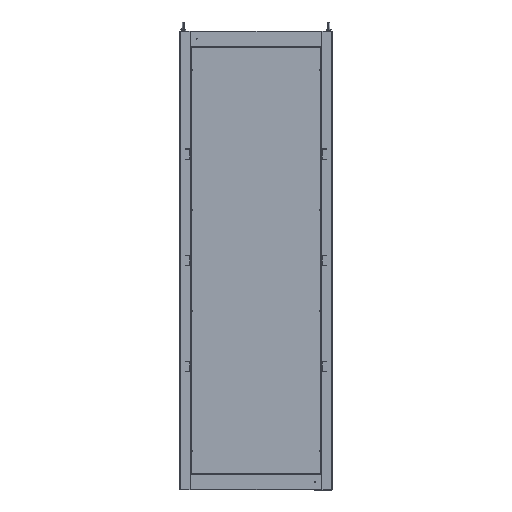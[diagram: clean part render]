
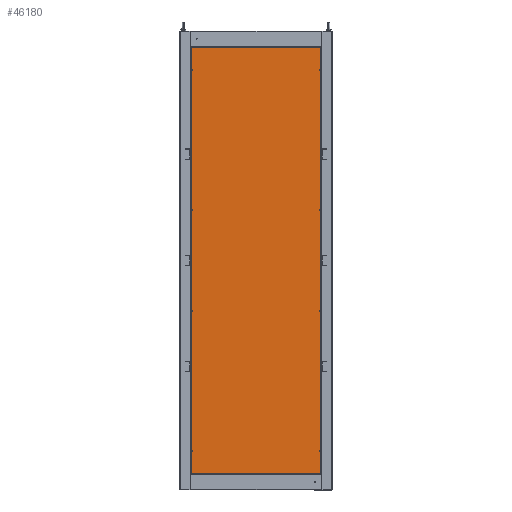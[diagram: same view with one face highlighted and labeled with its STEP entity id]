
A CAD part, top view. The second image highlights one B-rep face of the part: STEP entity #46180.
In plain terms, the highlighted planar face has unit normal (0, 0, 1).
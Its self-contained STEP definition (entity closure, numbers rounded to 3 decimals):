
#1071 = ORIENTED_EDGE ( 'NONE', *, *, #28580, .F. ) ;
#6448 = EDGE_CURVE ( 'NONE', #18383, #26768, #28985, .T. ) ;
#7663 = VECTOR ( 'NONE', #20574, 1000. ) ;
#9609 = FACE_OUTER_BOUND ( 'NONE', #34300, .T. ) ;
#11822 = LINE ( 'NONE', #15478, #38616 ) ;
#14127 = CARTESIAN_POINT ( 'NONE',  ( 508., 1676., 0. ) ) ;
#14480 = CARTESIAN_POINT ( 'NONE',  ( 1.141, 1676., 0. ) ) ;
#15339 = ORIENTED_EDGE ( 'NONE', *, *, #34091, .F. ) ;
#15478 = CARTESIAN_POINT ( 'NONE',  ( 508.859, 2., 0. ) ) ;
#16902 = EDGE_CURVE ( 'NONE', #26534, #17197, #31769, .T. ) ;
#17197 = VERTEX_POINT ( 'NONE', #43883 ) ;
#18383 = VERTEX_POINT ( 'NONE', #14127 ) ;
#18796 = CARTESIAN_POINT ( 'NONE',  ( 0., 0., 0. ) ) ;
#20574 = DIRECTION ( 'NONE',  ( 0., -1., 0. ) ) ;
#20728 = CARTESIAN_POINT ( 'NONE',  ( 2., 2., 0. ) ) ;
#20796 = VECTOR ( 'NONE', #44328, 1000. ) ;
#26534 = VERTEX_POINT ( 'NONE', #20728 ) ;
#26768 = VERTEX_POINT ( 'NONE', #35501 ) ;
#28580 = EDGE_CURVE ( 'NONE', #26768, #26534, #11822, .T. ) ;
#28985 = LINE ( 'NONE', #41777, #7663 ) ;
#31537 = ORIENTED_EDGE ( 'NONE', *, *, #6448, .F. ) ;
#31769 = LINE ( 'NONE', #48770, #54044 ) ;
#34091 = EDGE_CURVE ( 'NONE', #17197, #18383, #35973, .T. ) ;
#34300 = EDGE_LOOP ( 'NONE', ( #1071, #31537, #15339, #41012 ) ) ;
#34719 = DIRECTION ( 'NONE',  ( 0., 0., -1. ) ) ;
#35501 = CARTESIAN_POINT ( 'NONE',  ( 508., 2., 0. ) ) ;
#35825 = DIRECTION ( 'NONE',  ( -1., 0., 0. ) ) ;
#35947 = DIRECTION ( 'NONE',  ( 0., 1., 0. ) ) ;
#35973 = LINE ( 'NONE', #14480, #20796 ) ;
#38616 = VECTOR ( 'NONE', #46139, 1000. ) ;
#41012 = ORIENTED_EDGE ( 'NONE', *, *, #16902, .F. ) ;
#41777 = CARTESIAN_POINT ( 'NONE',  ( 508., 1676.859, 0. ) ) ;
#43883 = CARTESIAN_POINT ( 'NONE',  ( 2., 1676., 0. ) ) ;
#44194 = PLANE ( 'NONE',  #50124 ) ;
#44328 = DIRECTION ( 'NONE',  ( 1., 0., 0. ) ) ;
#46139 = DIRECTION ( 'NONE',  ( -1., 0., 0. ) ) ;
#46180 = ADVANCED_FACE ( 'NONE', ( #9609 ), #44194, .F. ) ;
#48770 = CARTESIAN_POINT ( 'NONE',  ( 2., 1.141, 0. ) ) ;
#50124 = AXIS2_PLACEMENT_3D ( 'NONE', #18796, #34719, #35825 ) ;
#54044 = VECTOR ( 'NONE', #35947, 1000. ) ;
